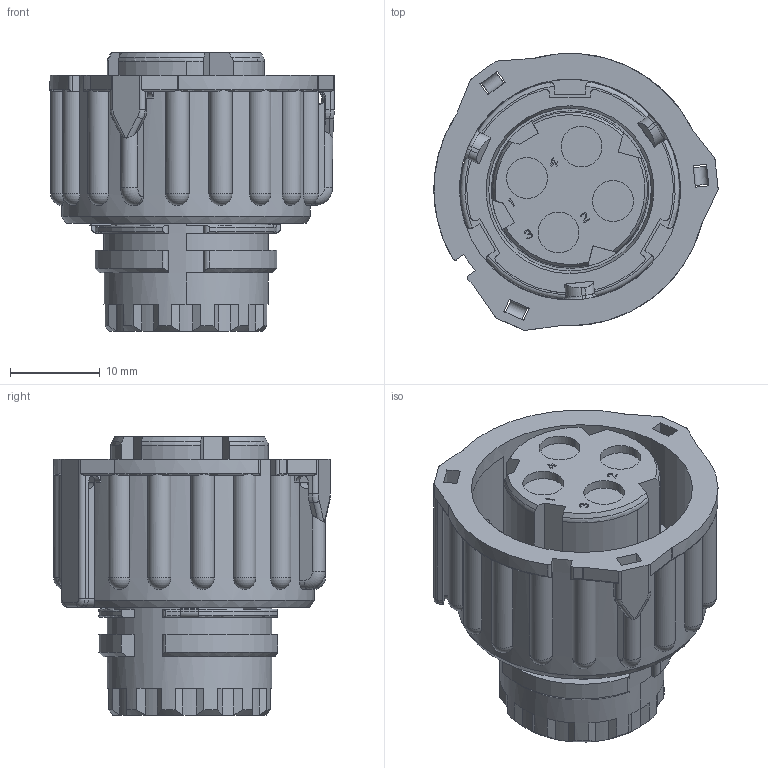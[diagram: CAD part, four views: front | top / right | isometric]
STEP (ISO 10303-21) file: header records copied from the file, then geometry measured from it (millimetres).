
FILE_DESCRIPTION((''),'2;1');
FILE_NAME('C-1-967325-1','2013-05-29T',('workeradm'),('Tyco Electronics Ltd.'),'PRO/ENGINEER BY PARAMETRIC TECHNOLOGY CORPORATION, 2011490','PRO/ENGINEER BY PARAMETRIC TECHNOLOGY CORPORATION, 2011490','');
FILE_SCHEMA(('AUTOMOTIVE_DESIGN { 1 0 10303 214 1 1 1 1 }'));
Length unit declared in the file: millimetre
Products named in the file (1): C-1-967325-1
Bounding box: 31.63 x 30.81 x 31 mm (x, y, z)
Volume: 11659.6 mm3; surface area: 7146.4 mm2
Topology: 1 solids, 1 shells, 644 faces, 1806 edges, 1158 vertices
Faces by surface type: plane 352, cylinder 176, torus 65, cone 23, sphere 15, bspline 13
Entity records: 22733 total; most frequent: CARTESIAN_POINT 5784, ORIENTED_EDGE 3582, DIRECTION 3418, EDGE_CURVE 1791, AXIS2_PLACEMENT_3D 1206, VERTEX_POINT 1158, VECTOR 1006, LINE 1006
